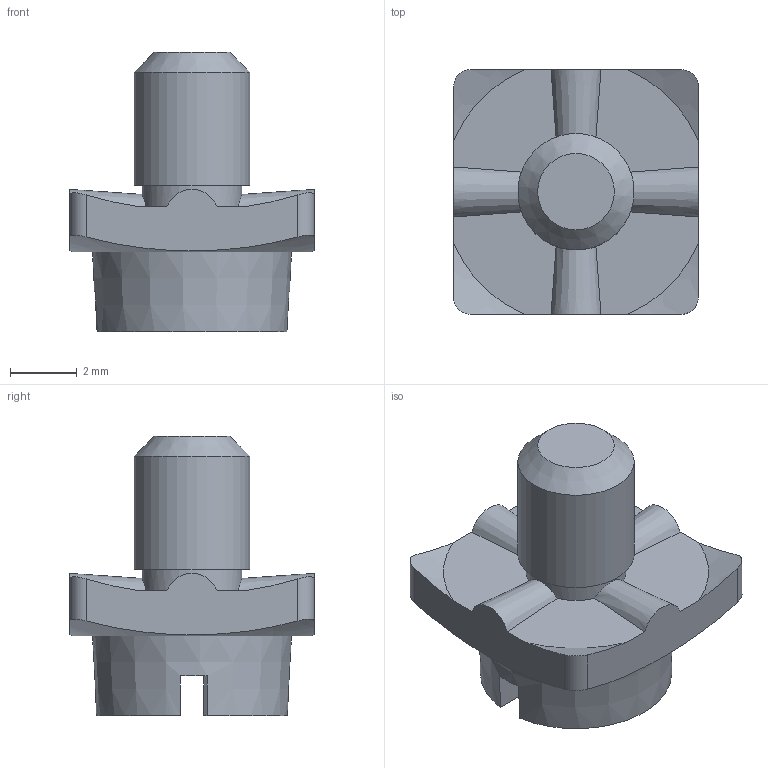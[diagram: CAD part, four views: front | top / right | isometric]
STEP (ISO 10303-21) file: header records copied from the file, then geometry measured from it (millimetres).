
FILE_DESCRIPTION(/* description */ (''),/* implementation_level */ '2;1');
FILE_NAME(/* name */ '100883910ugm000_a.stp',/* time_stamp */ '2020-03-31T14:39:04+02:00',/* author */ (''),/* organization */ (''),/* preprocessor_version */ 'ST-DEVELOPER v16.7',/* originating_system */ 'SIEMENS PLM Software NX 12.0',/* authorisation */ '');
FILE_SCHEMA (('AUTOMOTIVE_DESIGN { 1 0 10303 214 3 1 1 1 }'));
Length unit declared in the file: millimetre
Products named in the file (1): 100883910ugm000_a
Bounding box: 7.35 x 7.35 x 8.4 mm (x, y, z)
Volume: 176.2 mm3; surface area: 254.3 mm2
Topology: 1 solids, 1 shells, 33 faces, 86 edges, 58 vertices
Faces by surface type: plane 16, cone 6, cylinder 6, bspline 5
Full cylindrical faces by diameter (mm): 3 x1, 3.5 x1
Entity records: 1512 total; most frequent: CARTESIAN_POINT 542, ORIENTED_EDGE 156, DIRECTION 122, EDGE_CURVE 78, VERTEX_POINT 54, AXIS2_PLACEMENT_3D 51, EDGE_LOOP 40, PRESENTATION_STYLE_ASSIGNMENT 35
